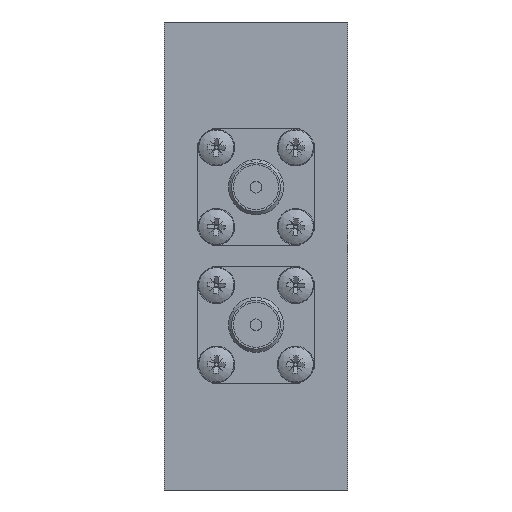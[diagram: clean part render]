
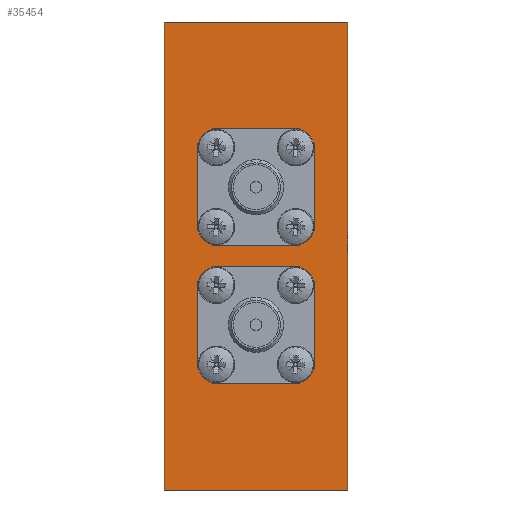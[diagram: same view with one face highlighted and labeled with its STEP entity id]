
A CAD part, left-side view. The second image highlights one B-rep face of the part: STEP entity #35454.
In plain terms, the highlighted planar face has unit normal (-1, 0, 0).
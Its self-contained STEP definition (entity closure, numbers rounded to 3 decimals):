
#237=LINE('',#46209,#3079);
#247=LINE('',#46231,#3089);
#249=LINE('',#46235,#3091);
#257=LINE('',#46253,#3099);
#261=LINE('',#46261,#3103);
#264=LINE('',#46265,#3106);
#265=LINE('',#46267,#3107);
#268=LINE('',#46271,#3110);
#501=LINE('',#47021,#3343);
#507=LINE('',#47034,#3349);
#511=LINE('',#47042,#3353);
#512=LINE('',#47044,#3354);
#513=LINE('',#47047,#3355);
#514=LINE('',#47049,#3356);
#515=LINE('',#47051,#3357);
#516=LINE('',#47053,#3358);
#517=LINE('',#47055,#3359);
#518=LINE('',#47057,#3360);
#519=LINE('',#47059,#3361);
#520=LINE('',#47060,#3362);
#3079=VECTOR('',#39060,1000.);
#3089=VECTOR('',#39072,1000.);
#3091=VECTOR('',#39076,1000.);
#3099=VECTOR('',#39086,1000.);
#3103=VECTOR('',#39092,1000.);
#3106=VECTOR('',#39097,1000.);
#3107=VECTOR('',#39100,1000.);
#3110=VECTOR('',#39105,1000.);
#3343=VECTOR('',#39886,1000.);
#3349=VECTOR('',#39894,1000.);
#3353=VECTOR('',#39902,1000.);
#3354=VECTOR('',#39905,1000.);
#3355=VECTOR('',#39906,1000.);
#3356=VECTOR('',#39907,1000.);
#3357=VECTOR('',#39908,1000.);
#3358=VECTOR('',#39909,1000.);
#3359=VECTOR('',#39910,1000.);
#3360=VECTOR('',#39911,1000.);
#3361=VECTOR('',#39912,1000.);
#3362=VECTOR('',#39913,1000.);
#6889=ORIENTED_EDGE('',*,*,#13481,.F.);
#6890=ORIENTED_EDGE('',*,*,#13482,.T.);
#6891=ORIENTED_EDGE('',*,*,#13483,.T.);
#6892=ORIENTED_EDGE('',*,*,#13484,.T.);
#6893=ORIENTED_EDGE('',*,*,#13485,.T.);
#6894=ORIENTED_EDGE('',*,*,#13486,.F.);
#6895=ORIENTED_EDGE('',*,*,#13487,.F.);
#6896=ORIENTED_EDGE('',*,*,#13488,.F.);
#6897=ORIENTED_EDGE('',*,*,#13110,.F.);
#6898=ORIENTED_EDGE('',*,*,#13102,.T.);
#6899=ORIENTED_EDGE('',*,*,#13109,.T.);
#6900=ORIENTED_EDGE('',*,*,#13082,.T.);
#6901=ORIENTED_EDGE('',*,*,#13113,.T.);
#6902=ORIENTED_EDGE('',*,*,#13094,.F.);
#6903=ORIENTED_EDGE('',*,*,#13106,.F.);
#6904=ORIENTED_EDGE('',*,*,#13092,.F.);
#6905=ORIENTED_EDGE('',*,*,#13476,.T.);
#6906=ORIENTED_EDGE('',*,*,#13489,.F.);
#6907=ORIENTED_EDGE('',*,*,#13480,.F.);
#6908=ORIENTED_EDGE('',*,*,#13470,.T.);
#13082=EDGE_CURVE('',#16570,#16571,#237,.T.);
#13092=EDGE_CURVE('',#16580,#16581,#247,.T.);
#13094=EDGE_CURVE('',#16582,#16583,#249,.T.);
#13102=EDGE_CURVE('',#16591,#16590,#257,.T.);
#13106=EDGE_CURVE('',#16581,#16582,#261,.T.);
#13109=EDGE_CURVE('',#16590,#16570,#264,.T.);
#13110=EDGE_CURVE('',#16591,#16580,#265,.T.);
#13113=EDGE_CURVE('',#16571,#16583,#268,.T.);
#13470=EDGE_CURVE('',#16837,#16838,#501,.T.);
#13476=EDGE_CURVE('',#16838,#16842,#507,.T.);
#13480=EDGE_CURVE('',#16837,#16844,#511,.T.);
#13481=EDGE_CURVE('',#16845,#16846,#512,.T.);
#13482=EDGE_CURVE('',#16845,#16847,#513,.T.);
#13483=EDGE_CURVE('',#16847,#16848,#514,.T.);
#13484=EDGE_CURVE('',#16848,#16849,#515,.T.);
#13485=EDGE_CURVE('',#16849,#16850,#516,.T.);
#13486=EDGE_CURVE('',#16851,#16850,#517,.T.);
#13487=EDGE_CURVE('',#16852,#16851,#518,.T.);
#13488=EDGE_CURVE('',#16846,#16852,#519,.T.);
#13489=EDGE_CURVE('',#16844,#16842,#520,.T.);
#16570=VERTEX_POINT('',#46210);
#16571=VERTEX_POINT('',#46211);
#16580=VERTEX_POINT('',#46230);
#16581=VERTEX_POINT('',#46232);
#16582=VERTEX_POINT('',#46236);
#16583=VERTEX_POINT('',#46237);
#16590=VERTEX_POINT('',#46252);
#16591=VERTEX_POINT('',#46254);
#16837=VERTEX_POINT('',#47022);
#16838=VERTEX_POINT('',#47023);
#16842=VERTEX_POINT('',#47033);
#16844=VERTEX_POINT('',#47041);
#16845=VERTEX_POINT('',#47045);
#16846=VERTEX_POINT('',#47046);
#16847=VERTEX_POINT('',#47048);
#16848=VERTEX_POINT('',#47050);
#16849=VERTEX_POINT('',#47052);
#16850=VERTEX_POINT('',#47054);
#16851=VERTEX_POINT('',#47056);
#16852=VERTEX_POINT('',#47058);
#19862=EDGE_LOOP('',(#6889,#6890,#6891,#6892,#6893,#6894,#6895,#6896));
#19863=EDGE_LOOP('',(#6897,#6898,#6899,#6900,#6901,#6902,#6903,#6904));
#19864=EDGE_LOOP('',(#6905,#6906,#6907,#6908));
#21774=FACE_BOUND('',#19862,.T.);
#21775=FACE_BOUND('',#19863,.T.);
#21776=FACE_BOUND('',#19864,.T.);
#23610=PLANE('',#37179);
#35454=ADVANCED_FACE('',(#21774,#21775,#21776),#23610,.T.);
#37179=AXIS2_PLACEMENT_3D('',#47043,#39903,#39904);
#39060=DIRECTION('',(0.,-0.707,0.707));
#39072=DIRECTION('',(0.,-0.707,0.707));
#39076=DIRECTION('',(0.,0.707,0.707));
#39086=DIRECTION('',(0.,0.707,0.707));
#39092=DIRECTION('',(0.,0.,1.));
#39097=DIRECTION('',(0.,0.,1.));
#39100=DIRECTION('',(0.,-1.,0.));
#39105=DIRECTION('',(0.,-1.,0.));
#39886=DIRECTION('',(0.,0.,-1.));
#39894=DIRECTION('',(0.,-1.,0.));
#39902=DIRECTION('',(0.,-1.,0.));
#39903=DIRECTION('',(-1.,0.,0.));
#39904=DIRECTION('',(0.,0.,1.));
#39905=DIRECTION('',(0.,-1.,0.));
#39906=DIRECTION('',(0.,0.707,0.707));
#39907=DIRECTION('',(0.,0.,1.));
#39908=DIRECTION('',(0.,-0.707,0.707));
#39909=DIRECTION('',(0.,-1.,0.));
#39910=DIRECTION('',(0.,0.707,0.707));
#39911=DIRECTION('',(0.,0.,1.));
#39912=DIRECTION('',(0.,-0.707,0.707));
#39913=DIRECTION('',(0.,0.,-1.));
#46209=CARTESIAN_POINT('',(-91.866,10.55,24.849));
#46210=CARTESIAN_POINT('',(-91.866,11.35,24.049));
#46211=CARTESIAN_POINT('',(-91.866,9.75,25.649));
#46230=CARTESIAN_POINT('',(-91.866,0.25,12.949));
#46231=CARTESIAN_POINT('',(-91.866,-0.55,13.749));
#46232=CARTESIAN_POINT('',(-91.866,-1.35,14.549));
#46235=CARTESIAN_POINT('',(-91.866,5.8,31.199));
#46236=CARTESIAN_POINT('',(-91.866,-1.35,24.049));
#46237=CARTESIAN_POINT('',(-91.866,0.25,25.649));
#46252=CARTESIAN_POINT('',(-91.866,11.35,14.549));
#46253=CARTESIAN_POINT('',(-91.866,16.9,20.099));
#46254=CARTESIAN_POINT('',(-91.866,9.75,12.949));
#46261=CARTESIAN_POINT('',(-91.866,-1.35,25.649));
#46265=CARTESIAN_POINT('',(-91.866,11.35,25.649));
#46267=CARTESIAN_POINT('',(-91.866,11.35,12.949));
#46271=CARTESIAN_POINT('',(-91.866,11.35,25.649));
#47021=CARTESIAN_POINT('',(-91.866,15.,52.299));
#47022=CARTESIAN_POINT('',(-91.866,15.,52.299));
#47023=CARTESIAN_POINT('',(-91.866,15.,1.299));
#47033=CARTESIAN_POINT('',(-91.866,-5.,1.299));
#47034=CARTESIAN_POINT('',(-91.866,15.,1.299));
#47041=CARTESIAN_POINT('',(-91.866,-5.,52.299));
#47042=CARTESIAN_POINT('',(-91.866,15.,52.299));
#47043=CARTESIAN_POINT('',(-91.866,15.,52.299));
#47044=CARTESIAN_POINT('',(-91.866,11.35,27.949));
#47045=CARTESIAN_POINT('',(-91.866,9.75,27.949));
#47046=CARTESIAN_POINT('',(-91.866,0.25,27.949));
#47047=CARTESIAN_POINT('',(-91.866,16.9,35.099));
#47048=CARTESIAN_POINT('',(-91.866,11.35,29.549));
#47049=CARTESIAN_POINT('',(-91.866,11.35,40.649));
#47050=CARTESIAN_POINT('',(-91.866,11.35,39.049));
#47051=CARTESIAN_POINT('',(-91.866,10.55,39.849));
#47052=CARTESIAN_POINT('',(-91.866,9.75,40.649));
#47053=CARTESIAN_POINT('',(-91.866,11.35,40.649));
#47054=CARTESIAN_POINT('',(-91.866,0.25,40.649));
#47055=CARTESIAN_POINT('',(-91.866,5.8,46.199));
#47056=CARTESIAN_POINT('',(-91.866,-1.35,39.049));
#47057=CARTESIAN_POINT('',(-91.866,-1.35,40.649));
#47058=CARTESIAN_POINT('',(-91.866,-1.35,29.549));
#47059=CARTESIAN_POINT('',(-91.866,-0.55,28.749));
#47060=CARTESIAN_POINT('',(-91.866,-5.,52.299));
